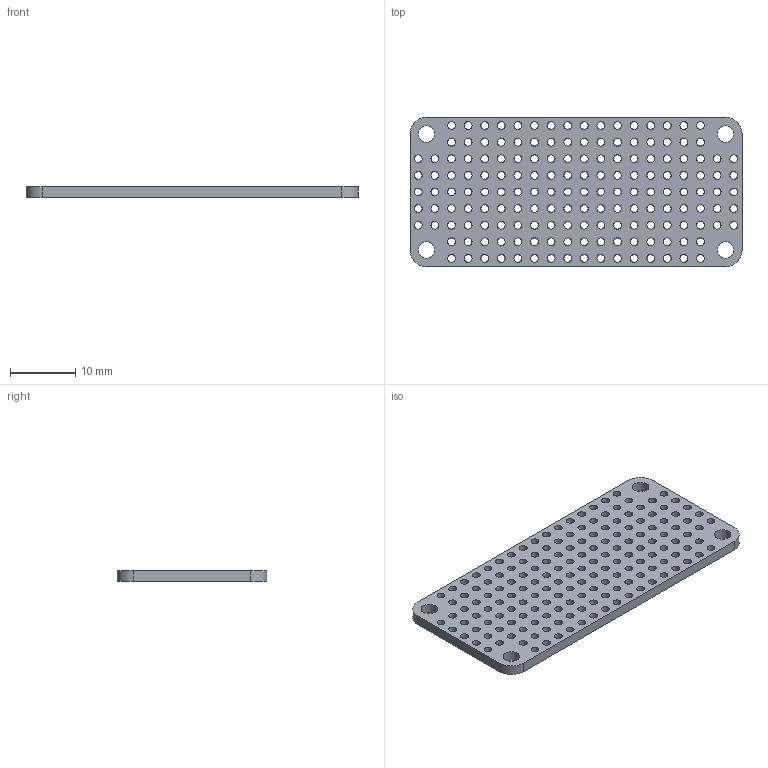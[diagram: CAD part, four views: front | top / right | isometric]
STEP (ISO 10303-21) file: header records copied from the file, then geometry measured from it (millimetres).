
FILE_DESCRIPTION(/* description */ (''),/* implementation_level */ '2;1');
FILE_NAME(/* name */ '05f50221-219c-4154-b8ea-047b818964be.stp',/* time_stamp */ '2017-05-14T18:34:09+00:00',/* author */ (''),/* organization */ (''),/* preprocessor_version */ 'ST-DEVELOPER v16.13',/* originating_system */ 'Autodesk Translation Framework v6.1.1.50',/* authorisation */ '');
FILE_SCHEMA (('AUTOMOTIVE_DESIGN { 1 0 10303 214 3 1 1 }'));
Length unit declared in the file: millimetre
Products named in the file (2): FeatherWing Proto v3; Component1
Assembly tree (1 placements, depth 2):
  FeatherWing Proto v3
    Component1
Bounding box: 50.8 x 22.86 x 1.6 mm (x, y, z)
Volume: 1520 mm3; surface area: 3169 mm2
Topology: 1 solids, 1 shells, 178 faces, 528 edges, 352 vertices
Faces by surface type: cylinder 172, plane 6
Full cylindrical faces by diameter (mm): 1.2 x164, 2.54 x4
Entity records: 6103 total; most frequent: DIRECTION 1066, CARTESIAN_POINT 893, ORIENTED_EDGE 720, EDGE_LOOP 682, AXIS2_PLACEMENT_3D 525, FACE_BOUND 504, EDGE_CURVE 360, VERTEX_POINT 352
